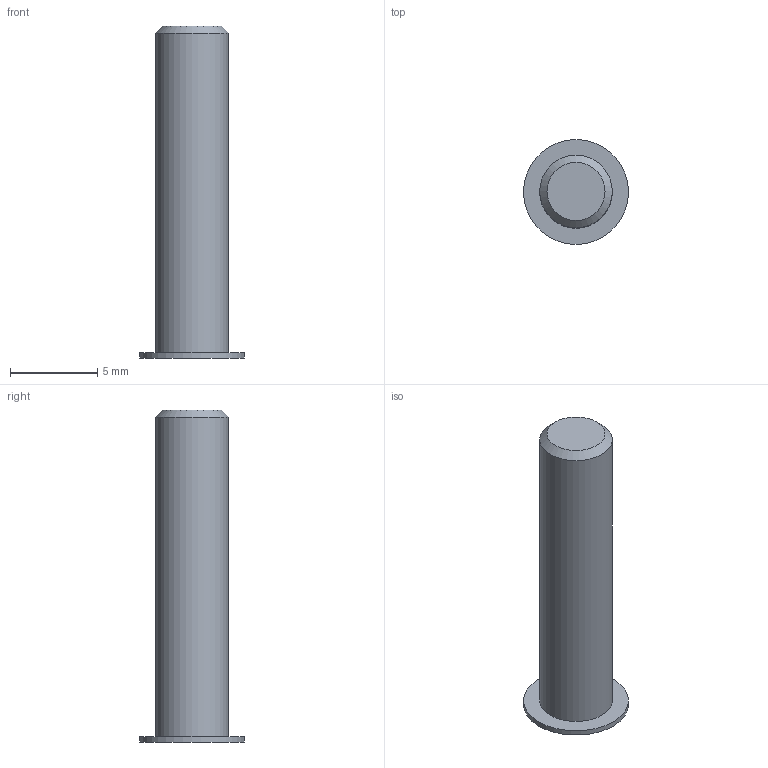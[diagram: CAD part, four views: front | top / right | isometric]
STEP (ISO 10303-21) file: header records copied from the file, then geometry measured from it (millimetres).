
FILE_DESCRIPTION((''),'2;1');
FILE_NAME('FH-832-12-ZI.stp','2012-07-03T07:23:50',('stlaus'),(''),'Autodesk Inventor 2011','Autodesk Inventor 2011','');
FILE_SCHEMA(('AUTOMOTIVE_DESIGN { 1 0 10303 214 1 1 1 1 }'));
Length unit declared in the file: inch
Products named in the file (2): Assembly1; FH-832-12-ZI PEM Stud
Assembly tree (1 placements, depth 2):
  Assembly1
    FH-832-12-ZI PEM Stud
Bounding box: 6.02 x 6.02 x 19.05 mm (x, y, z)
Volume: 263 mm3; surface area: 304.6 mm2
Topology: 1 solids, 1 shells, 6 faces, 8 edges, 5 vertices
Faces by surface type: plane 3, cylinder 2, cone 1
Full cylindrical faces by diameter (mm): 4.166 x1, 6.02 x1
Entity records: 170 total; most frequent: DIRECTION 28, CARTESIAN_POINT 19, AXIS2_PLACEMENT_3D 14, ORIENTED_EDGE 10, EDGE_LOOP 10, FACE_OUTER_BOUND 6, ADVANCED_FACE 6, DIMENSIONAL_EXPONENTS 5
